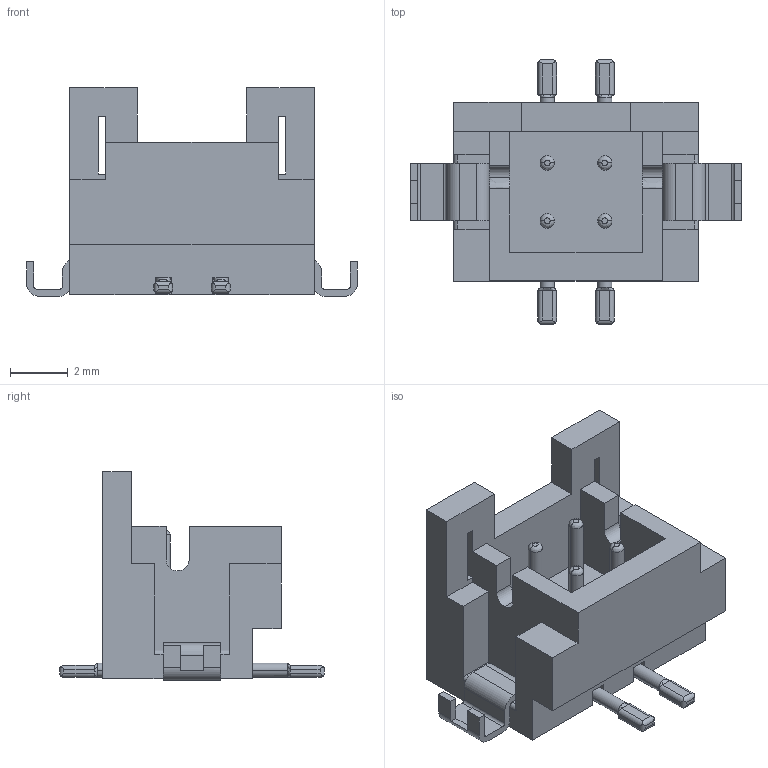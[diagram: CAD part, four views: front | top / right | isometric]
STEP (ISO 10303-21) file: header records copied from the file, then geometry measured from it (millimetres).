
FILE_DESCRIPTION(('FreeCAD Model'),'2;1');
FILE_NAME('DF11C-4DP-2V.stp', '2021-02-27T23:57:07',('Author'),(''), 'Open CASCADE STEP processor 7.3','FreeCAD','Unknown');
FILE_SCHEMA(('AUTOMOTIVE_DESIGN { 1 0 10303 214 1 1 1 1 }'));
Length unit declared in the file: millimetre
Products named in the file (1): Ü*
Bounding box: 11.5 x 9.2 x 7.25 mm (x, y, z)
Volume: 181.4 mm3; surface area: 444 mm2
Topology: 1 solids, 1 shells, 282 faces, 803 edges, 525 vertices
Faces by surface type: plane 148, cylinder 76, bspline 42, torus 8, revolution 8
Entity records: 28472 total; most frequent: CARTESIAN_POINT 11253, DIRECTION 2642, LINE 1761, VECTOR 1761, ORIENTED_EDGE 1606, PCURVE 1606, DEFINITIONAL_REPRESENTATION 1606, EDGE_CURVE 803
